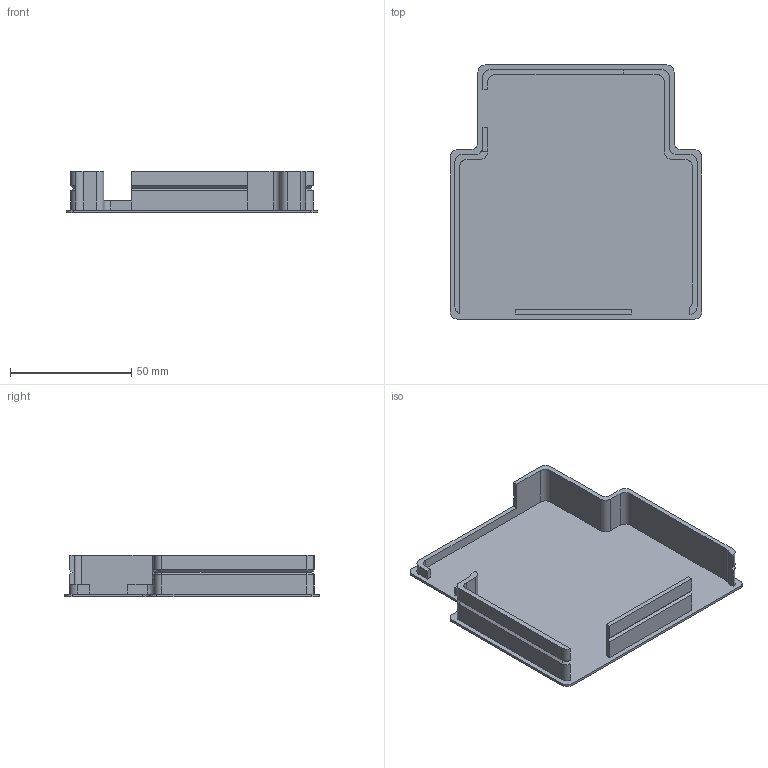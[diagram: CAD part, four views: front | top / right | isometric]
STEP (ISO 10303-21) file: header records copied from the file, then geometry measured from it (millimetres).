
FILE_DESCRIPTION(/* description */ (''),/* implementation_level */ '2;1');
FILE_NAME(/* name */ 'Backcover.step',/* time_stamp */ '2025-09-27T09:56:52+02:00',/* author */ (''),/* organization */ (''),/* preprocessor_version */ 'ST-DEVELOPER v20.1',/* originating_system */ 'Autodesk Translation Framework v14.17.0.0',/* authorisation */ '');
FILE_SCHEMA (('AUTOMOTIVE_DESIGN { 1 0 10303 214 3 1 1 }'));
Length unit declared in the file: millimetre
Products named in the file (1): 2025-09-27-08-46-51-768
Bounding box: 104 x 105 x 17 mm (x, y, z)
Volume: 18632 mm3; surface area: 29556.7 mm2
Topology: 1 solids, 1 shells, 107 faces, 269 edges, 167 vertices
Faces by surface type: plane 63, cylinder 30, cone 8, bspline 6
Entity records: 3194 total; most frequent: CARTESIAN_POINT 574, DIRECTION 541, ORIENTED_EDGE 538, EDGE_CURVE 269, LINE 201, VECTOR 201, AXIS2_PLACEMENT_3D 170, VERTEX_POINT 167
